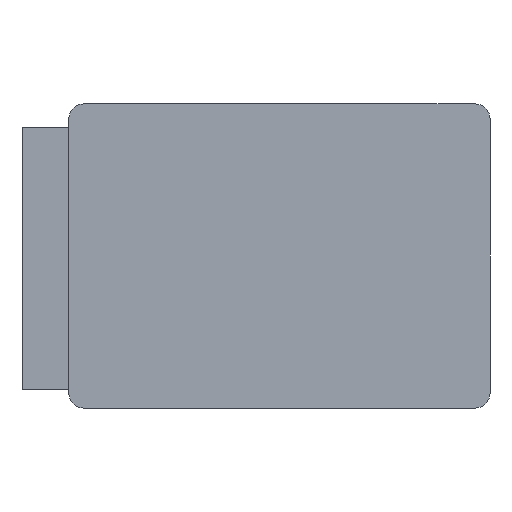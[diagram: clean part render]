
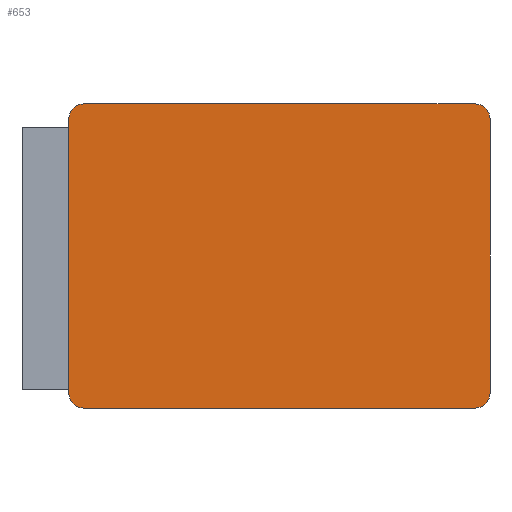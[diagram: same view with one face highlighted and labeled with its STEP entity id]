
A CAD part, front view. The second image highlights one B-rep face of the part: STEP entity #653.
In plain terms, the highlighted planar face has unit normal (0, -1, 0).
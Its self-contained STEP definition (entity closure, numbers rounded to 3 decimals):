
#29=FACE_OUTER_BOUND('',#66,.T.);
#66=EDGE_LOOP('',(#434,#435,#436,#437,#438,#439,#440,#441));
#105=LINE('',#972,#176);
#106=LINE('',#976,#177);
#107=LINE('',#980,#178);
#108=LINE('',#983,#179);
#176=VECTOR('',#773,58.6);
#177=VECTOR('',#776,83.6);
#178=VECTOR('',#779,58.6);
#179=VECTOR('',#782,83.6);
#247=CIRCLE('',#705,3.2);
#248=CIRCLE('',#706,3.2);
#249=CIRCLE('',#707,3.2);
#250=CIRCLE('',#708,3.2);
#273=VERTEX_POINT('',#968);
#274=VERTEX_POINT('',#969);
#275=VERTEX_POINT('',#971);
#276=VERTEX_POINT('',#973);
#277=VERTEX_POINT('',#975);
#278=VERTEX_POINT('',#977);
#279=VERTEX_POINT('',#979);
#280=VERTEX_POINT('',#981);
#337=EDGE_CURVE('',#273,#274,#247,.T.);
#338=EDGE_CURVE('',#275,#274,#105,.T.);
#339=EDGE_CURVE('',#275,#276,#248,.T.);
#340=EDGE_CURVE('',#277,#276,#106,.T.);
#341=EDGE_CURVE('',#277,#278,#249,.T.);
#342=EDGE_CURVE('',#279,#278,#107,.T.);
#343=EDGE_CURVE('',#279,#280,#250,.T.);
#344=EDGE_CURVE('',#273,#280,#108,.T.);
#434=ORIENTED_EDGE('',*,*,#337,.T.);
#435=ORIENTED_EDGE('',*,*,#338,.F.);
#436=ORIENTED_EDGE('',*,*,#339,.T.);
#437=ORIENTED_EDGE('',*,*,#340,.F.);
#438=ORIENTED_EDGE('',*,*,#341,.T.);
#439=ORIENTED_EDGE('',*,*,#342,.F.);
#440=ORIENTED_EDGE('',*,*,#343,.T.);
#441=ORIENTED_EDGE('',*,*,#344,.F.);
#628=PLANE('',#704);
#653=ADVANCED_FACE('',(#29),#628,.F.);
#704=AXIS2_PLACEMENT_3D('',#967,#769,#770);
#705=AXIS2_PLACEMENT_3D('',#970,#771,#772);
#706=AXIS2_PLACEMENT_3D('',#974,#774,#775);
#707=AXIS2_PLACEMENT_3D('',#978,#777,#778);
#708=AXIS2_PLACEMENT_3D('',#982,#780,#781);
#769=DIRECTION('center_axis',(0.,1.,0.));
#770=DIRECTION('ref_axis',(1.,0.,0.));
#771=DIRECTION('center_axis',(0.,-1.,0.));
#772=DIRECTION('ref_axis',(0.,0.,1.));
#773=DIRECTION('',(0.,0.,1.));
#774=DIRECTION('center_axis',(0.,-1.,0.));
#775=DIRECTION('ref_axis',(-1.,0.,0.));
#776=DIRECTION('',(-1.,0.,0.));
#777=DIRECTION('center_axis',(0.,-1.,0.));
#778=DIRECTION('ref_axis',(0.,0.,-1.));
#779=DIRECTION('',(0.,0.,-1.));
#780=DIRECTION('center_axis',(0.,-1.,0.));
#781=DIRECTION('ref_axis',(1.,0.,0.));
#782=DIRECTION('',(1.,0.,0.));
#967=CARTESIAN_POINT('Origin',(0.,0.,0.));
#968=CARTESIAN_POINT('',(3.2,0.,0.));
#969=CARTESIAN_POINT('',(0.,0.,-3.2));
#970=CARTESIAN_POINT('Origin',(3.2,0.,-3.2));
#971=CARTESIAN_POINT('',(0.,0.,-61.8));
#972=CARTESIAN_POINT('',(0.,0.,-61.8));
#973=CARTESIAN_POINT('',(3.2,0.,-65.));
#974=CARTESIAN_POINT('Origin',(3.2,0.,-61.8));
#975=CARTESIAN_POINT('',(86.8,0.,-65.));
#976=CARTESIAN_POINT('',(86.8,0.,-65.));
#977=CARTESIAN_POINT('',(90.,0.,-61.8));
#978=CARTESIAN_POINT('Origin',(86.8,0.,-61.8));
#979=CARTESIAN_POINT('',(90.,0.,-3.2));
#980=CARTESIAN_POINT('',(90.,0.,-3.2));
#981=CARTESIAN_POINT('',(86.8,0.,0.));
#982=CARTESIAN_POINT('Origin',(86.8,0.,-3.2));
#983=CARTESIAN_POINT('',(3.2,0.,0.));
